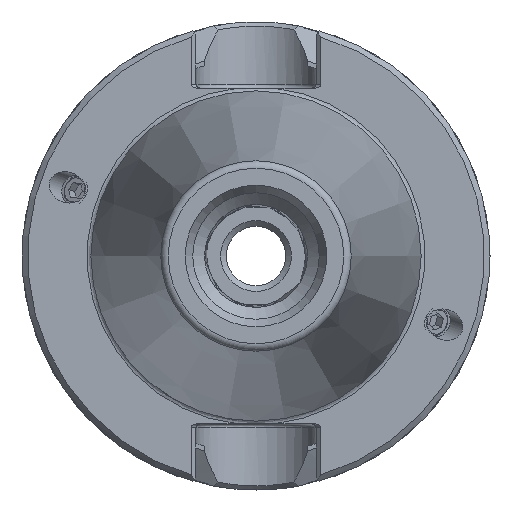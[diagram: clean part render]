
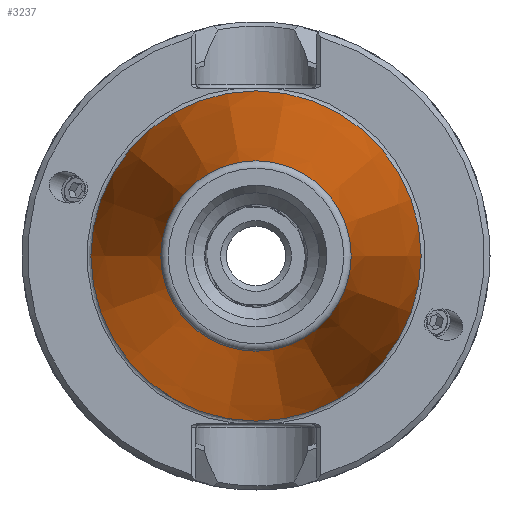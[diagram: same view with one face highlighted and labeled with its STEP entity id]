
A CAD part, left-side view. The second image highlights one B-rep face of the part: STEP entity #3237.
In plain terms, the highlighted conical face has half-angle 8.297 degrees and reference radius 17.456 mm.
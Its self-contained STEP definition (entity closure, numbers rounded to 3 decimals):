
#3194=CARTESIAN_POINT('',(-64.536,12.814,0.));
#3195=VERTEX_POINT('',#3194);
#3196=CARTESIAN_POINT('',(-64.536,0.,0.));
#3197=DIRECTION('',(-1.0,0.0,0.0));
#3198=DIRECTION('',(0.0,-1.0,0.0));
#3199=AXIS2_PLACEMENT_3D('',#3196,#3197,#3198);
#3200=CIRCLE('',#3199,12.814);
#3201=EDGE_CURVE('',#3195,#3195,#3200,.T.);
#3218=CARTESIAN_POINT('',(-32.703,0.0,0.0));
#3219=DIRECTION('',(1.0,0.0,0.0));
#3220=DIRECTION('',(0.,1.0,0.0));
#3221=AXIS2_PLACEMENT_3D('',#3218,#3219,#3220);
#3222=CONICAL_SURFACE('',#3221,17.456,8.297);
#3223=CARTESIAN_POINT('',(0.0,22.225,0.0));
#3224=VERTEX_POINT('',#3223);
#3225=CARTESIAN_POINT('',(0.0,0.0,0.0));
#3226=DIRECTION('',(1.0,0.,0.0));
#3227=DIRECTION('',(0.,1.0,0.0));
#3228=AXIS2_PLACEMENT_3D('',#3225,#3226,#3227);
#3229=CIRCLE('',#3228,22.225);
#3230=EDGE_CURVE('',#3224,#3224,#3229,.T.);
#3231=ORIENTED_EDGE('',*,*,#3230,.F.);
#3232=EDGE_LOOP('',(#3231));
#3233=FACE_OUTER_BOUND('',#3232,.T.);
#3234=ORIENTED_EDGE('',*,*,#3201,.F.);
#3235=EDGE_LOOP('',(#3234));
#3236=FACE_BOUND('',#3235,.T.);
#3237=ADVANCED_FACE('',(#3233,#3236),#3222,.T.);
